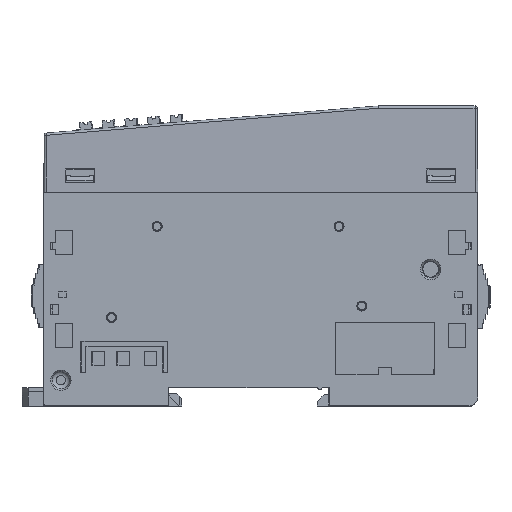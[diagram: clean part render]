
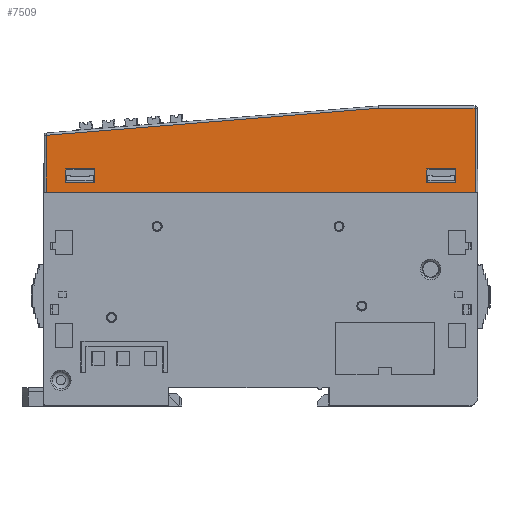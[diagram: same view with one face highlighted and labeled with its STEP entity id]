
A CAD part, left-side view. The second image highlights one B-rep face of the part: STEP entity #7509.
In plain terms, the highlighted planar face has unit normal (-1, 0, 0.005).
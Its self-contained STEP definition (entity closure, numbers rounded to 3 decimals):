
#7509=ADVANCED_FACE('',(#11518,#11519,#11520),#10619,.T.);
#10619=PLANE('',#65649);
#11518=FACE_BOUND('',#14448,.T.);
#11519=FACE_BOUND('',#14449,.T.);
#11520=FACE_BOUND('',#14450,.T.);
#14448=EDGE_LOOP('',(#29014,#29015,#29016,#29017,#29018));
#14449=EDGE_LOOP('',(#29019,#29020,#29021,#29022));
#14450=EDGE_LOOP('',(#29023,#29024,#29025,#29026));
#29014=ORIENTED_EDGE('',*,*,#45202,.T.);
#29015=ORIENTED_EDGE('',*,*,#45197,.T.);
#29016=ORIENTED_EDGE('',*,*,#45219,.T.);
#29017=ORIENTED_EDGE('',*,*,#45302,.T.);
#29018=ORIENTED_EDGE('',*,*,#45226,.T.);
#29019=ORIENTED_EDGE('',*,*,#45303,.T.);
#29020=ORIENTED_EDGE('',*,*,#45304,.T.);
#29021=ORIENTED_EDGE('',*,*,#45305,.T.);
#29022=ORIENTED_EDGE('',*,*,#45306,.T.);
#29023=ORIENTED_EDGE('',*,*,#45307,.F.);
#29024=ORIENTED_EDGE('',*,*,#45291,.F.);
#29025=ORIENTED_EDGE('',*,*,#45298,.F.);
#29026=ORIENTED_EDGE('',*,*,#45301,.F.);
#37318=VERTEX_POINT('',#95081);
#37320=VERTEX_POINT('',#95105);
#37322=VERTEX_POINT('',#95113);
#37332=VERTEX_POINT('',#95166);
#37337=VERTEX_POINT('',#95180);
#37368=VERTEX_POINT('',#95300);
#37371=VERTEX_POINT('',#95305);
#37377=VERTEX_POINT('',#95319);
#37379=VERTEX_POINT('',#95325);
#37380=VERTEX_POINT('',#95330);
#37381=VERTEX_POINT('',#95331);
#37382=VERTEX_POINT('',#95333);
#37383=VERTEX_POINT('',#95335);
#45197=EDGE_CURVE('',#37320,#37318,#53531,.T.);
#45202=EDGE_CURVE('',#37322,#37320,#53534,.T.);
#45219=EDGE_CURVE('',#37318,#37332,#53542,.T.);
#45226=EDGE_CURVE('',#37337,#37322,#53547,.T.);
#45291=EDGE_CURVE('',#37371,#37368,#53608,.T.);
#45298=EDGE_CURVE('',#37377,#37371,#53615,.T.);
#45301=EDGE_CURVE('',#37379,#37377,#53618,.T.);
#45302=EDGE_CURVE('',#37332,#37337,#53619,.T.);
#45303=EDGE_CURVE('',#37380,#37381,#53620,.T.);
#45304=EDGE_CURVE('',#37381,#37382,#53621,.T.);
#45305=EDGE_CURVE('',#37382,#37383,#53622,.T.);
#45306=EDGE_CURVE('',#37383,#37380,#53623,.T.);
#45307=EDGE_CURVE('',#37368,#37379,#53624,.T.);
#53531=LINE('',#95106,#61345);
#53534=LINE('',#95116,#61348);
#53542=LINE('',#95165,#61356);
#53547=LINE('',#95179,#61361);
#53608=LINE('',#95306,#61422);
#53615=LINE('',#95320,#61429);
#53618=LINE('',#95326,#61432);
#53619=LINE('',#95328,#61433);
#53620=LINE('',#95329,#61434);
#53621=LINE('',#95332,#61435);
#53622=LINE('',#95334,#61436);
#53623=LINE('',#95336,#61437);
#53624=LINE('',#95337,#61438);
#61345=VECTOR('',#78084,1.);
#61348=VECTOR('',#78095,1.);
#61356=VECTOR('',#78133,1.);
#61361=VECTOR('',#78146,1.);
#61422=VECTOR('',#78269,1.);
#61429=VECTOR('',#78278,1.);
#61432=VECTOR('',#78283,1.);
#61433=VECTOR('',#78286,1.);
#61434=VECTOR('',#78287,1.);
#61435=VECTOR('',#78288,1.);
#61436=VECTOR('',#78289,1.);
#61437=VECTOR('',#78290,1.);
#61438=VECTOR('',#78291,1.);
#65649=AXIS2_PLACEMENT_3D('',#95338,#78292,#78293);
#78084=DIRECTION('',(0.,0.997,-0.081));
#78095=DIRECTION('',(0.,1.,0.));
#78133=DIRECTION('',(-0.005,0.005,-1.));
#78146=DIRECTION('',(0.005,0.005,1.));
#78269=DIRECTION('',(0.005,0.,1.));
#78278=DIRECTION('',(0.,-1.,0.));
#78283=DIRECTION('',(-0.005,0.,-1.));
#78286=DIRECTION('',(0.,-1.,0.));
#78287=DIRECTION('',(0.,1.,0.));
#78288=DIRECTION('',(0.005,0.,1.));
#78289=DIRECTION('',(0.,-1.,0.));
#78290=DIRECTION('',(-0.005,0.,-1.));
#78291=DIRECTION('',(0.,1.,0.));
#78292=DIRECTION('',(-1.,0.,0.005));
#78293=DIRECTION('',(0.,1.,0.));
#95081=CARTESIAN_POINT('',(573.417,92.938,34.147));
#95105=CARTESIAN_POINT('',(573.448,19.826,40.115));
#95106=CARTESIAN_POINT('',(573.416,95.706,33.921));
#95113=CARTESIAN_POINT('',(573.448,-1.4,40.115));
#95116=CARTESIAN_POINT('',(573.448,94.701,40.115));
#95165=CARTESIAN_POINT('',(573.351,93.003,21.604));
#95166=CARTESIAN_POINT('',(573.351,93.003,21.613));
#95179=CARTESIAN_POINT('',(573.354,-1.494,22.116));
#95180=CARTESIAN_POINT('',(573.351,-1.497,21.613));
#95300=CARTESIAN_POINT('',(573.378,2.797,26.73));
#95305=CARTESIAN_POINT('',(573.363,2.796,23.813));
#95306=CARTESIAN_POINT('',(573.351,2.796,21.638));
#95319=CARTESIAN_POINT('',(573.363,9.21,23.813));
#95320=CARTESIAN_POINT('',(573.363,94.701,23.813));
#95325=CARTESIAN_POINT('',(573.378,9.21,26.73));
#95326=CARTESIAN_POINT('',(573.351,9.211,21.589));
#95328=CARTESIAN_POINT('',(573.351,94.701,21.613));
#95329=CARTESIAN_POINT('',(573.363,48.498,23.813));
#95330=CARTESIAN_POINT('',(573.363,82.296,23.813));
#95331=CARTESIAN_POINT('',(573.363,88.71,23.813));
#95332=CARTESIAN_POINT('',(573.37,88.71,25.249));
#95333=CARTESIAN_POINT('',(573.378,88.71,26.73));
#95334=CARTESIAN_POINT('',(573.378,85.503,26.73));
#95335=CARTESIAN_POINT('',(573.378,82.297,26.73));
#95336=CARTESIAN_POINT('',(573.37,82.297,25.249));
#95337=CARTESIAN_POINT('',(573.378,94.701,26.73));
#95338=CARTESIAN_POINT('',(573.351,94.701,21.613));
